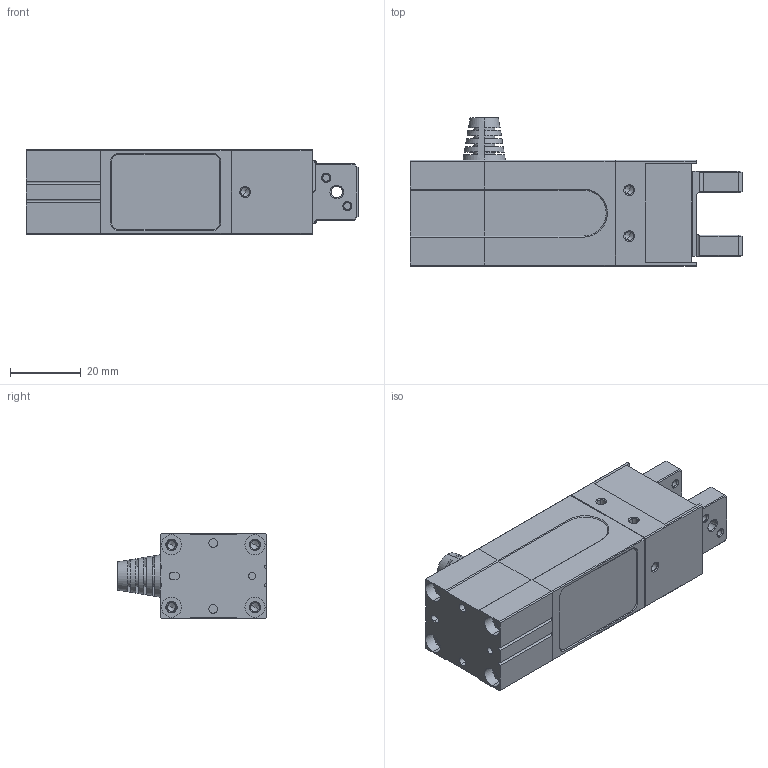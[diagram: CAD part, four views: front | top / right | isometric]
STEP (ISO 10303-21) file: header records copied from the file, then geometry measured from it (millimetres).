
FILE_DESCRIPTION(('CATIA V5 STEP Exchange'),'2;1');
FILE_NAME('EFG-8 V03.stp','2018-05-18T08:07:23+00:00',('none'),('none'),'CATIA Version 5 Release 20 GA (IN-10)','CATIA V5 STEP AP203','none');
FILE_SCHEMA(('CONFIG_CONTROL_DESIGN'));
Length unit declared in the file: millimetre
Products named in the file (5): EFG-8 V03; Z-100-0002-00; Z-100-0003-01; Z-100-0007-00; Z-100-0001-01
Assembly tree (11 placements, depth 3):
  EFG-8 V03
    Z-100-0002-00
      #66  x2
      #2428
    Z-100-0003-01
      #4366
    Z-100-0007-00
      #6335
    Z-100-0001-01
      #8807
      #10925
Bounding box: 93.9 x 42 x 24 mm (x, y, z)
Volume: 54503.9 mm3; surface area: 24755.5 mm2
Topology: 7 solids, 7 shells, 506 faces, 1327 edges, 844 vertices
Faces by surface type: plane 302, cylinder 126, cone 76, bspline 2
Entity records: 12634 total; most frequent: CARTESIAN_POINT 2355, ORIENTED_EDGE 2214, DIRECTION 1785, EDGE_CURVE 1107, VECTOR 781, LINE 781, VERTEX_POINT 713, AXIS2_PLACEMENT_3D 649
